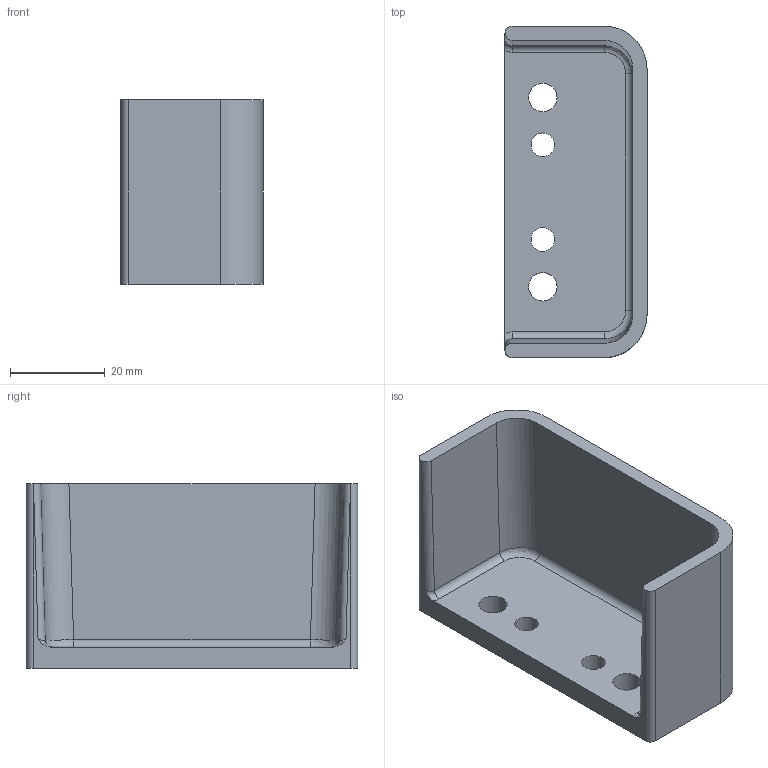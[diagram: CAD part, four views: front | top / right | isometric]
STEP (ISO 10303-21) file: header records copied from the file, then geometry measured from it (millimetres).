
FILE_DESCRIPTION(/* description */ ('CUFFIA.PROT.STAFFA MICRO NYLON NERO'),/* implementation_level */ '2;1');
FILE_NAME(/* name */ 'CTPYY0000010-XF39101N.stp',/* time_stamp */ '2018-02-28T15:41:36+01:00',/* author */ ('fzagni'),/* organization */ (''),/* preprocessor_version */ 'ST-DEVELOPER v16.1',/* originating_system */ 'Autodesk Inventor 2016',/* authorisation */ '');
FILE_SCHEMA (('AUTOMOTIVE_DESIGN { 1 0 10303 214 3 1 1 }'));
Length unit declared in the file: millimetre
Products named in the file (1): XF39101N
Bounding box: 30 x 70 x 39 mm (x, y, z)
Volume: 21964.7 mm3; surface area: 13214.1 mm2
Topology: 1 solids, 1 shells, 29 faces, 77 edges, 50 vertices
Faces by surface type: cylinder 15, plane 10, bspline 4
Full cylindrical faces by diameter (mm): 5 x2, 6 x2
Entity records: 1015 total; most frequent: CARTESIAN_POINT 279, DIRECTION 153, ORIENTED_EDGE 138, EDGE_CURVE 69, AXIS2_PLACEMENT_3D 60, VERTEX_POINT 46, EDGE_LOOP 41, LINE 33
